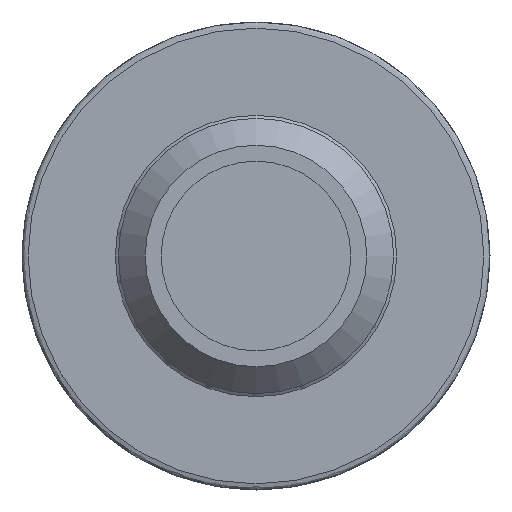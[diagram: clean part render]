
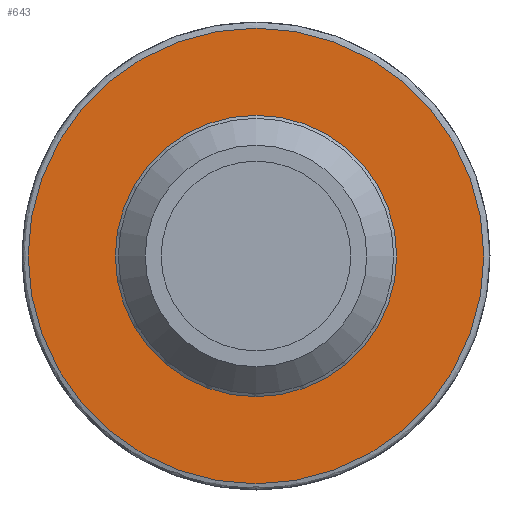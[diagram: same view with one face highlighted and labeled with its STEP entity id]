
A CAD part, left-side view. The second image highlights one B-rep face of the part: STEP entity #643.
In plain terms, the highlighted planar face has unit normal (-1, 0, 0).
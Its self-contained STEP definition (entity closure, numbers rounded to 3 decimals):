
#439 = SURFACE_OF_REVOLUTION('',#440,#445);
#440 = CIRCLE('',#441,0.254);
#441 = AXIS2_PLACEMENT_3D('',#442,#443,#444);
#442 = CARTESIAN_POINT('',(-2.108,9.462,0.));
#443 = DIRECTION('',(0.,0.,1.));
#444 = DIRECTION('',(1.,0.,0.));
#445 = AXIS1_PLACEMENT('',#446,#447);
#446 = CARTESIAN_POINT('',(0.,0.,0.));
#447 = DIRECTION('',(1.,0.,0.));
#538 = VERTEX_POINT('',#539);
#539 = CARTESIAN_POINT('',(-2.362,9.462,0.));
#561 = EDGE_CURVE('',#538,#538,#562,.T.);
#562 = SURFACE_CURVE('',#563,(#568,#575),.PCURVE_S1.);
#563 = CIRCLE('',#564,9.462);
#564 = AXIS2_PLACEMENT_3D('',#565,#566,#567);
#565 = CARTESIAN_POINT('',(-2.362,0.,0.
    ));
#566 = DIRECTION('',(1.,0.,0.));
#567 = DIRECTION('',(0.,1.,0.));
#568 = PCURVE('',#439,#569);
#569 = DEFINITIONAL_REPRESENTATION('',(#570),#574);
#570 = LINE('',#571,#572);
#571 = CARTESIAN_POINT('',(0.,3.142));
#572 = VECTOR('',#573,1.);
#573 = DIRECTION('',(1.,0.));
#574 = ( GEOMETRIC_REPRESENTATION_CONTEXT(2) 
PARAMETRIC_REPRESENTATION_CONTEXT() REPRESENTATION_CONTEXT('2D SPACE',''
  ) );
#575 = PCURVE('',#576,#581);
#576 = PLANE('',#577);
#577 = AXIS2_PLACEMENT_3D('',#578,#579,#580);
#578 = CARTESIAN_POINT('',(-2.362,0.,0.
    ));
#579 = DIRECTION('',(1.,0.,0.));
#580 = DIRECTION('',(0.,1.,0.));
#581 = DEFINITIONAL_REPRESENTATION('',(#582),#586);
#582 = CIRCLE('',#583,9.462);
#583 = AXIS2_PLACEMENT_2D('',#584,#585);
#584 = CARTESIAN_POINT('',(0.,0.));
#585 = DIRECTION('',(1.,0.));
#586 = ( GEOMETRIC_REPRESENTATION_CONTEXT(2) 
PARAMETRIC_REPRESENTATION_CONTEXT() REPRESENTATION_CONTEXT('2D SPACE',''
  ) );
#643 = ADVANCED_FACE('',(#644,#647),#576,.F.);
#644 = FACE_BOUND('',#645,.F.);
#645 = EDGE_LOOP('',(#646));
#646 = ORIENTED_EDGE('',*,*,#561,.T.);
#647 = FACE_BOUND('',#648,.F.);
#648 = EDGE_LOOP('',(#649));
#649 = ORIENTED_EDGE('',*,*,#650,.F.);
#650 = EDGE_CURVE('',#651,#651,#653,.T.);
#651 = VERTEX_POINT('',#652);
#652 = CARTESIAN_POINT('',(-2.362,5.842,0.));
#653 = SURFACE_CURVE('',#654,(#659,#666),.PCURVE_S1.);
#654 = CIRCLE('',#655,5.842);
#655 = AXIS2_PLACEMENT_3D('',#656,#657,#658);
#656 = CARTESIAN_POINT('',(-2.362,0.,0.
    ));
#657 = DIRECTION('',(1.,0.,0.));
#658 = DIRECTION('',(0.,1.,0.));
#659 = PCURVE('',#576,#660);
#660 = DEFINITIONAL_REPRESENTATION('',(#661),#665);
#661 = CIRCLE('',#662,5.842);
#662 = AXIS2_PLACEMENT_2D('',#663,#664);
#663 = CARTESIAN_POINT('',(0.,0.));
#664 = DIRECTION('',(1.,0.));
#665 = ( GEOMETRIC_REPRESENTATION_CONTEXT(2) 
PARAMETRIC_REPRESENTATION_CONTEXT() REPRESENTATION_CONTEXT('2D SPACE',''
  ) );
#666 = PCURVE('',#667,#676);
#667 = SURFACE_OF_REVOLUTION('',#668,#673);
#668 = CIRCLE('',#669,1.778);
#669 = AXIS2_PLACEMENT_3D('',#670,#671,#672);
#670 = CARTESIAN_POINT('',(-3.941,6.659,
    0.));
#671 = DIRECTION('',(0.,0.,1.));
#672 = DIRECTION('',(1.,0.,0.));
#673 = AXIS1_PLACEMENT('',#674,#675);
#674 = CARTESIAN_POINT('',(0.,0.,0.));
#675 = DIRECTION('',(1.,0.,0.));
#676 = DEFINITIONAL_REPRESENTATION('',(#677),#681);
#677 = LINE('',#678,#679);
#678 = CARTESIAN_POINT('',(0.,5.806));
#679 = VECTOR('',#680,1.);
#680 = DIRECTION('',(1.,0.));
#681 = ( GEOMETRIC_REPRESENTATION_CONTEXT(2) 
PARAMETRIC_REPRESENTATION_CONTEXT() REPRESENTATION_CONTEXT('2D SPACE',''
  ) );
